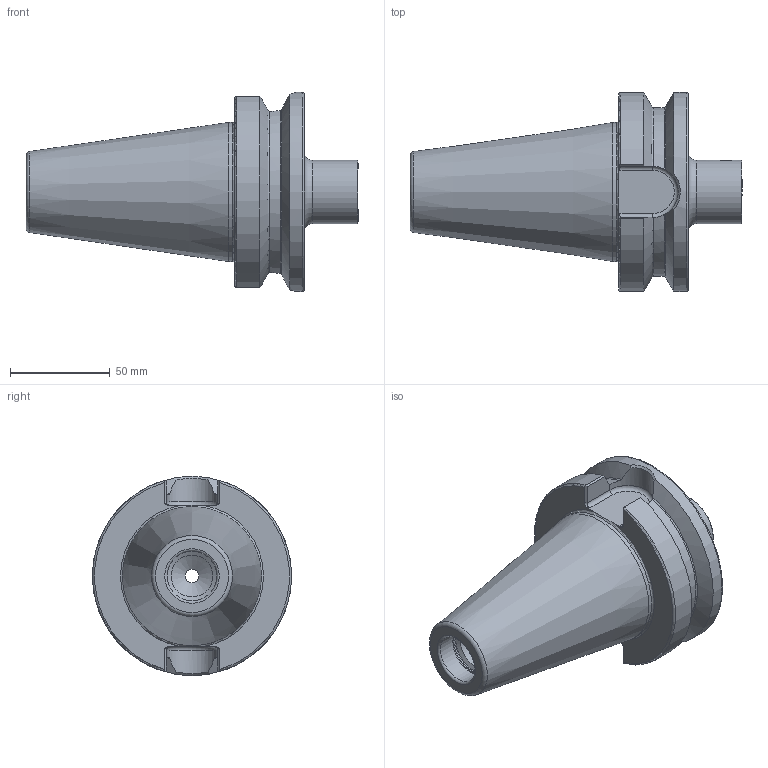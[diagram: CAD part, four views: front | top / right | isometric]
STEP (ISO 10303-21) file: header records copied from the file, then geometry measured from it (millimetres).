
FILE_DESCRIPTION (( 'STEP AP214' ), '1' );
FILE_NAME ('BT5.ST3.K01.065.STEP', '2019-08-22T14:01:05', ( '' ), ( '' ), 'SwSTEP 2.0', 'SolidWorks 2017', '' );
FILE_SCHEMA (( 'AUTOMOTIVE_DESIGN' ));
Length unit declared in the file: millimetre
Products named in the file (3): BT5.ST3.K01.065; BT5-ST3.K01.065_B; ST3-ER1.001.008_A
Assembly tree (2 placements, depth 2):
  BT5.ST3.K01.065
    BT5-ST3.K01.065_B
    ST3-ER1.001.008_A
Bounding box: 166.8 x 100 x 100 mm (x, y, z)
Volume: 483600.8 mm3; surface area: 54412.5 mm2
Topology: 2 solids, 2 shells, 109 faces, 277 edges, 172 vertices
Faces by surface type: plane 42, cylinder 28, torus 19, cone 16, bspline 4
Full cylindrical faces by diameter (mm): 3 x1, 5.25 x1, 6 x1, 6.8 x1, 18 x1, 19 x1, 21 x1, 25 x1, 25.45 x1, 32 x1, 69.85 x1, 100 x1
Entity records: 3809 total; most frequent: CARTESIAN_POINT 1376, ORIENTED_EDGE 460, DIRECTION 448, EDGE_CURVE 230, AXIS2_PLACEMENT_3D 184, VERTEX_POINT 160, EDGE_LOOP 148, FACE_OUTER_BOUND 130
